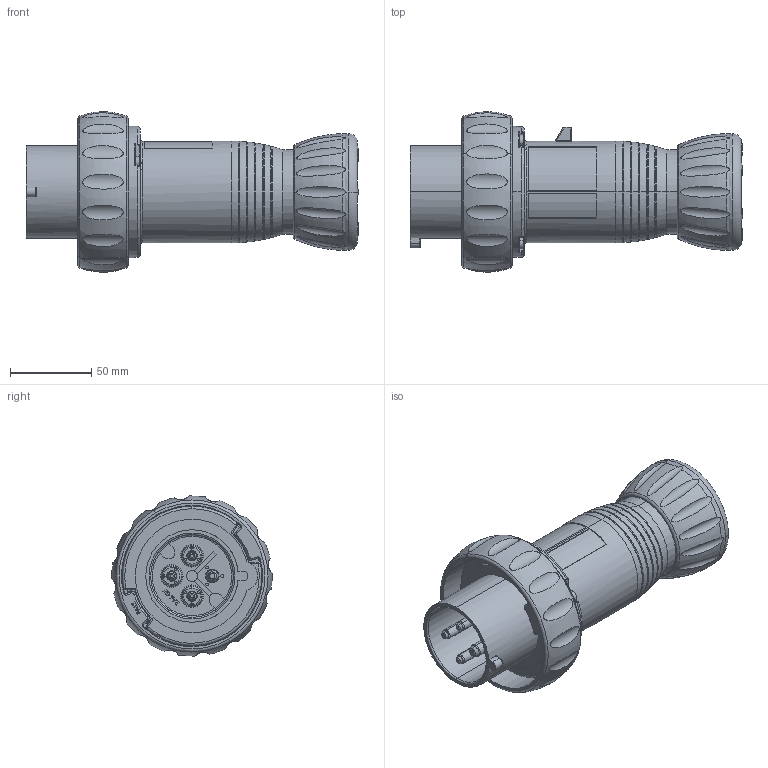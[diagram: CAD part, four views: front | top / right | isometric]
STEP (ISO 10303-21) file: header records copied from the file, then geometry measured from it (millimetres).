
FILE_DESCRIPTION (( 'STEP AP203' ), '1' );
FILE_NAME ('8571_12-4__.STEP', '2013-08-07T08:17:21', ( 'Admin' ), ( 'R. STAHL AG' ), 'SwSTEP 2.0', 'SolidWorks 2013', '' );
FILE_SCHEMA (( 'CONFIG_CONTROL_DESIGN' ));
Length unit declared in the file: millimetre
Products named in the file (11): 85_719_01_37_0; 85_719_10_04_0; 85_719_11_28_0; 85_719_10_04_0_Dichtung; 8571_12-4__; 85_719_04_64_0; 85_719_05_64_0; 85_719_09_04_0; 505_697_0; 506_452_0
Assembly tree (14 placements, depth 3):
  8571_12-4__
    85_719_10_04_0
      85_719_10_04_0
      85_719_10_04_0_Dichtung
    85_719_04_64_0  x3
    85_719_05_64_0
    85_719_09_04_0
    505_697_0  x3
    506_452_0
    85_719_01_37_0
    85_719_11_28_0
Bounding box: 204.8 x 98.89 x 98.86 mm (x, y, z)
Volume: 306074.7 mm3; surface area: 200967.7 mm2
Topology: 13 solids, 13 shells, 2379 faces, 6413 edges, 4191 vertices
Faces by surface type: plane 962, cylinder 701, bspline 407, torus 162, cone 139, sphere 8
Entity records: 99599 total; most frequent: CARTESIAN_POINT 42673, ORIENTED_EDGE 12402, DIRECTION 10588, EDGE_CURVE 6201, VERTEX_POINT 4061, AXIS2_PLACEMENT_3D 3866, VECTOR 2856, LINE 2856
